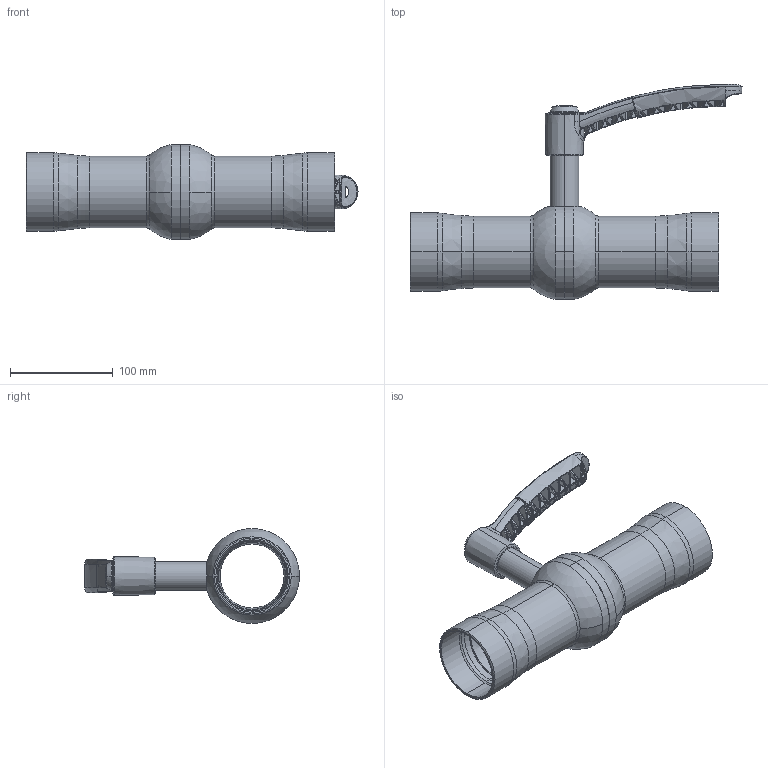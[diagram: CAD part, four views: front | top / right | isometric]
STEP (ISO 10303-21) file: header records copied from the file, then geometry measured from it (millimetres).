
FILE_DESCRIPTION (( 'STEP AP214' ), '1' );
FILE_NAME ('8500225065 010.step', '2025-05-29T08:09:02', ( '' ), ( '' ), 'SwSTEP 2.0', 'SolidWorks 2023', '' );
FILE_SCHEMA (( 'AUTOMOTIVE_DESIGN' ));
Length unit declared in the file: millimetre
Products named in the file (1): 8500225065 010
Bounding box: 322.42 x 208.82 x 92.2 mm (x, y, z)
Surface area: 136926.8 mm2 (no closed solid volume)
Topology: 0 solids, 21 shells, 620 faces, 2162 edges, 1525 vertices
Faces by surface type: bspline 270, plane 153, cylinder 82, cone 69, torus 41, sphere 5
Entity records: 36892 total; most frequent: CARTESIAN_POINT 21950, ORIENTED_EDGE 3179, DIRECTION 2271, EDGE_CURVE 2162, VERTEX_POINT 1525, B_SPLINE_CURVE_WITH_KNOTS 1047, AXIS2_PLACEMENT_3D 905, EDGE_LOOP 675
